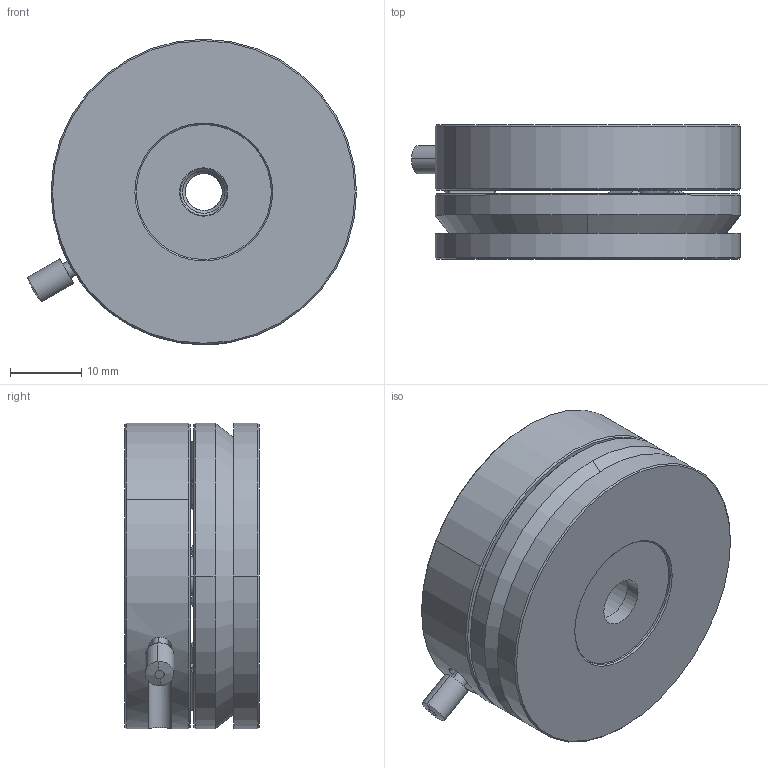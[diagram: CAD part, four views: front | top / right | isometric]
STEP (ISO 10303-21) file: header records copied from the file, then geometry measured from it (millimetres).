
FILE_DESCRIPTION((''),'2;1');
FILE_NAME('MBS-C43_ASM','2022-01-05T',('Administrator'),(''),'CREO PARAMETRIC BY PTC INC, 2015290','CREO PARAMETRIC BY PTC INC, 2015290','');
FILE_SCHEMA(('CONFIG_CONTROL_DESIGN'));
Length unit declared in the file: millimetre
Products named in the file (8): MBS-C43_A1; MBS-C43_A2; MBS-C43_A3; MBS-C43_A4; CT_6X6; BALL_6; AXLE_3X7_5; MBS-C43_ASM
Assembly tree (19 placements, depth 2):
  MBS-C43_ASM
    MBS-C43_A1
    MBS-C43_A2
    MBS-C43_A3
    MBS-C43_A4
    CT_6X6  x6
    BALL_6  x3
    AXLE_3X7_5  x6
Bounding box: 46.32 x 18.9 x 43 mm (x, y, z)
Volume: 24117.3 mm3; surface area: 14611.6 mm2
Topology: 19 solids, 19 shells, 391 faces, 940 edges, 589 vertices
Faces by surface type: cylinder 157, plane 84, cone 68, bspline 50, torus 26, sphere 6
Entity records: 16090 total; most frequent: CARTESIAN_POINT 8726, ORIENTED_EDGE 1560, DIRECTION 1389, EDGE_CURVE 780, AXIS2_PLACEMENT_3D 539, VERTEX_POINT 505, EDGE_LOOP 339, VECTOR 311
